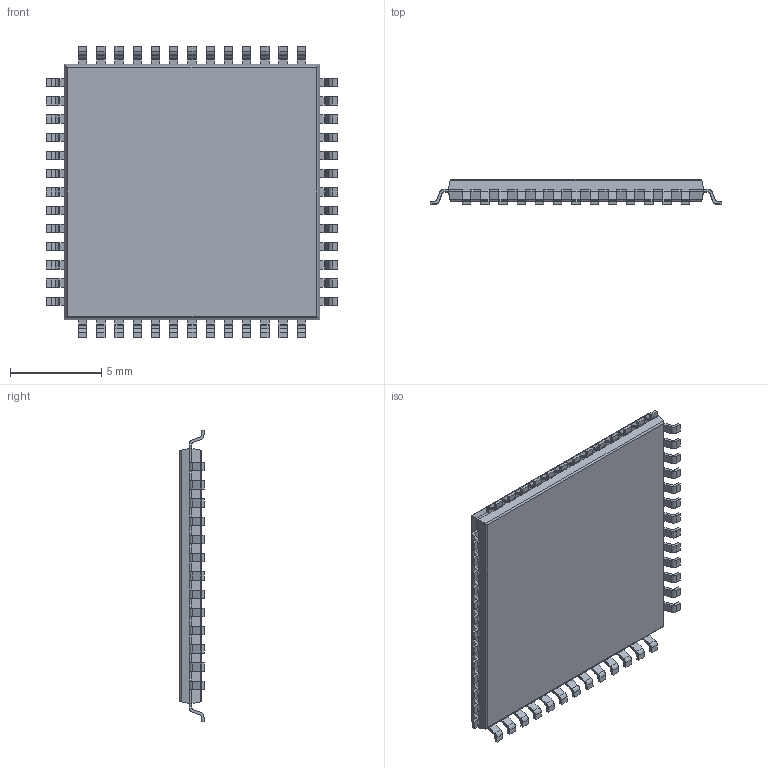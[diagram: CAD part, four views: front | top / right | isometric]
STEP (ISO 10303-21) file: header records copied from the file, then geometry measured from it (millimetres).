
FILE_DESCRIPTION (( 'STEP AP214' ), '1' );
FILE_NAME ('QFP100P1600X1600X120-52N MS-026AEA L-PQFP-G.step', '2011-02-16T07:39:32', ( 'iLLuSioN' ), ( 'Home' ), 'SwSTEP 2.0', 'SolidWorks 2009', '' );
FILE_SCHEMA (( 'AUTOMOTIVE_DESIGN' ));
Length unit declared in the file: millimetre
Products named in the file (1): QFP100P1600X1600X120-52N MS-026AEA L-PQFP-G
Bounding box: 16.02 x 1.35 x 16.02 mm (x, y, z)
Volume: 236.8 mm3; surface area: 533 mm2
Topology: 1 solids, 1 shells, 753 faces, 2026 edges, 1276 vertices
Faces by surface type: plane 535, cylinder 218
Entity records: 31494 total; most frequent: CARTESIAN_POINT 4080, ORIENTED_EDGE 4052, DIRECTION 3946, EDGE_CURVE 2026, VECTOR 1598, LINE 1598, VERTEX_POINT 1276, AXIS2_PLACEMENT_3D 1174
